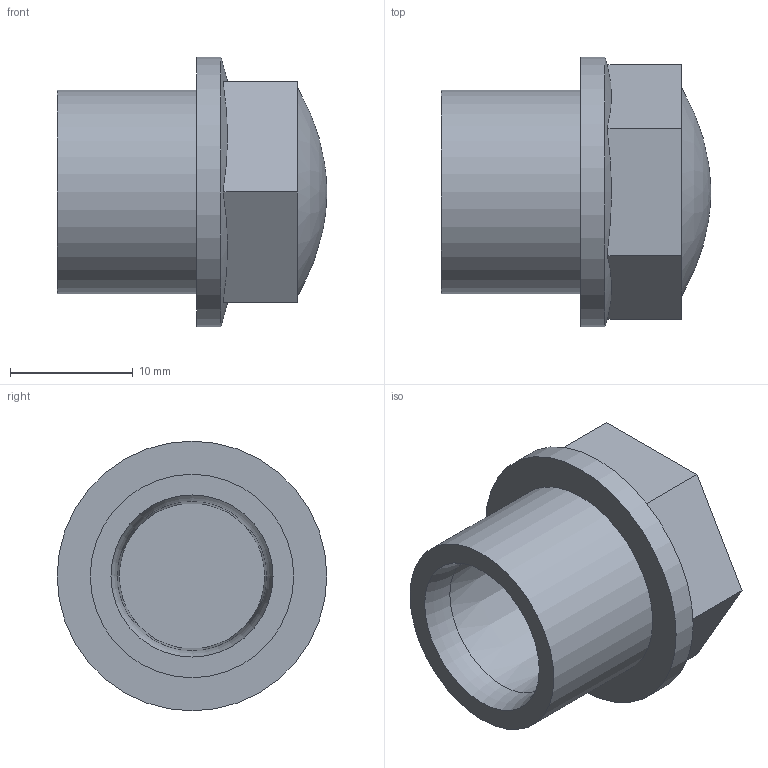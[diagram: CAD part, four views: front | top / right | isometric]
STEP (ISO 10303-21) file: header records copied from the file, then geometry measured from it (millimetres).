
FILE_DESCRIPTION(/* description */ (''),/* implementation_level */ '2;1');
FILE_NAME(/* name */ 'PFV038.ipt.stp',/* time_stamp */ '2013-10-01T14:50:37+02:00',/* author */ ('bfaro'),/* organization */ (''),/* preprocessor_version */ 'ST-DEVELOPER v15.2',/* originating_system */ 'Autodesk Inventor 2014',/* authorisation */ '');
FILE_SCHEMA (('AUTOMOTIVE_DESIGN { 1 0 10303 214 3 1 1 }'));
Length unit declared in the file: millimetre
Products named in the file (1): PFV038
Bounding box: 22 x 22 x 22 mm (x, y, z)
Volume: 3880 mm3; surface area: 2306.1 mm2
Topology: 1 solids, 1 shells, 16 faces, 41 edges, 29 vertices
Faces by surface type: plane 10, cylinder 2, cone 2, bspline 1, torus 1
Full cylindrical faces by diameter (mm): 16.6 x1, 22 x1
Entity records: 493 total; most frequent: CARTESIAN_POINT 131, ORIENTED_EDGE 68, DIRECTION 62, EDGE_CURVE 34, VERTEX_POINT 28, AXIS2_PLACEMENT_3D 25, EDGE_LOOP 24, FACE_OUTER_BOUND 16
